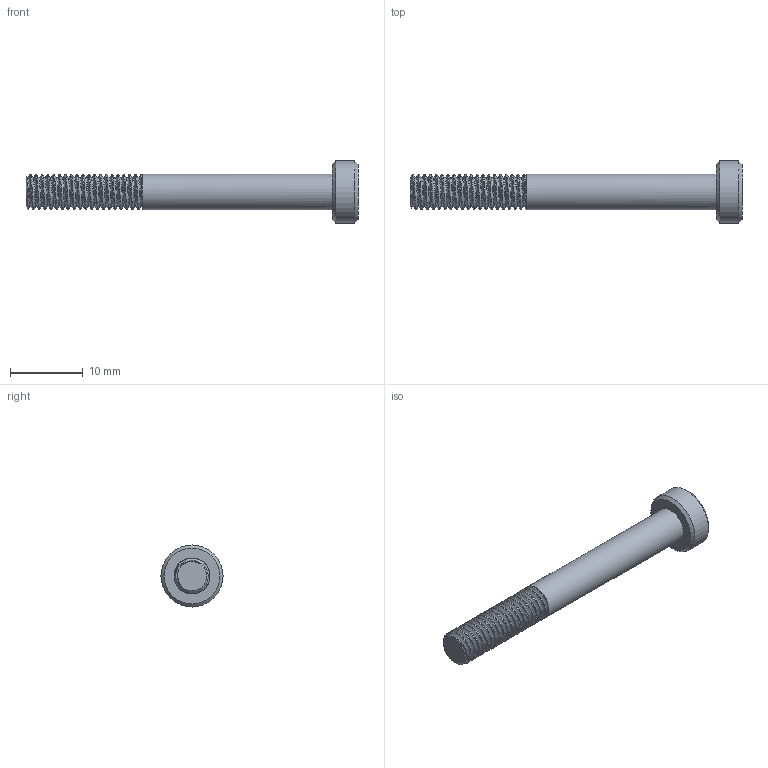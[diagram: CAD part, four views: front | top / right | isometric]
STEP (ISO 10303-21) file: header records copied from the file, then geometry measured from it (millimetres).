
FILE_DESCRIPTION(/* description */ (''),/* implementation_level */ '2;1');
FILE_NAME(/* name */ 'M5x40LHSCS-0 v3.step',/* time_stamp */ '2020-09-15T16:51:56-04:00',/* author */ (''),/* organization */ (''),/* preprocessor_version */ 'ST-DEVELOPER v18.1',/* originating_system */ 'Autodesk Translation Framework v9.3.0.1241',/* authorisation */ '');
FILE_SCHEMA (('AUTOMOTIVE_DESIGN { 1 0 10303 214 3 1 1 }'));
Length unit declared in the file: millimetre
Products named in the file (2): M5x40LHSCS-0; 92855A528
Assembly tree (1 placements, depth 2):
  M5x40LHSCS-0
    92855A528
Bounding box: 45.5 x 8.5 x 8.5 mm (x, y, z)
Volume: 913.3 mm3; surface area: 982.1 mm2
Topology: 1 solids, 1 shells, 64 faces, 167 edges, 107 vertices
Faces by surface type: cylinder 42, plane 11, cone 9, bspline 2
Full cylindrical faces by diameter (mm): 3.99 x6, 4.901 x12, 8.5 x1
Entity records: 4516 total; most frequent: CARTESIAN_POINT 3072, ORIENTED_EDGE 334, DIRECTION 221, EDGE_CURVE 167, VERTEX_POINT 107, B_SPLINE_CURVE_WITH_KNOTS 88, AXIS2_PLACEMENT_3D 83, EDGE_LOOP 66
